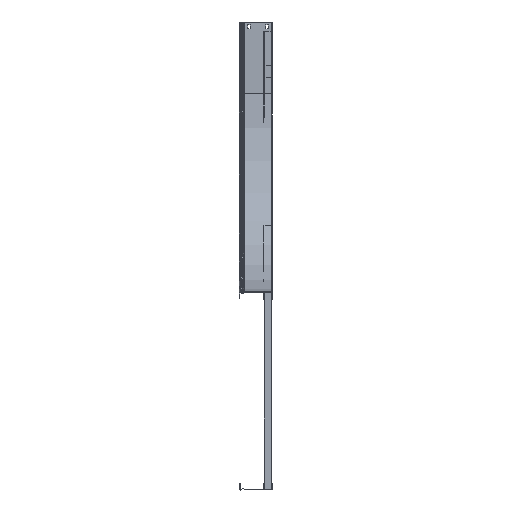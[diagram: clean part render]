
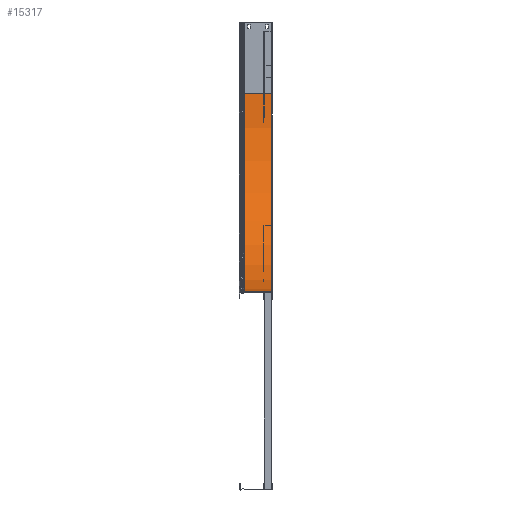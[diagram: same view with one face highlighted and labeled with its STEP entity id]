
A CAD part, left-side view. The second image highlights one B-rep face of the part: STEP entity #15317.
In plain terms, the highlighted cylindrical face has radius 600 mm (diameter 1200 mm), a partial arc.
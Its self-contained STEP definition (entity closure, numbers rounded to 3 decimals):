
#106 = AXIS2_PLACEMENT_3D ( 'NONE', #10222, #296, #13958 ) ;
#296 = DIRECTION ( 'NONE',  ( 0., 1., 0. ) ) ;
#330 = VECTOR ( 'NONE', #5872, 1000. ) ;
#1219 = CIRCLE ( 'NONE', #106, 600. ) ;
#1499 = FACE_OUTER_BOUND ( 'NONE', #11008, .T. ) ;
#2878 = CARTESIAN_POINT ( 'NONE',  ( 0., 0., 0. ) ) ;
#3007 = ORIENTED_EDGE ( 'NONE', *, *, #4828, .F. ) ;
#3086 = EDGE_CURVE ( 'NONE', #13643, #15549, #6611, .T. ) ;
#3097 = DIRECTION ( 'NONE',  ( 0., 1., 0. ) ) ;
#3299 = CARTESIAN_POINT ( 'NONE',  ( 600., 2.2, 0. ) ) ;
#3903 = DIRECTION ( 'NONE',  ( 0., 1., 0. ) ) ;
#4330 = LINE ( 'NONE', #10501, #14201 ) ;
#4448 = CIRCLE ( 'NONE', #6582, 600. ) ;
#4625 = CARTESIAN_POINT ( 'NONE',  ( 0., 2.2, -600. ) ) ;
#4828 = EDGE_CURVE ( 'NONE', #7191, #13643, #1219, .T. ) ;
#5872 = DIRECTION ( 'NONE',  ( 0., 1., 0. ) ) ;
#6582 = AXIS2_PLACEMENT_3D ( 'NONE', #14052, #10218, #15119 ) ;
#6611 = LINE ( 'NONE', #4625, #330 ) ;
#7191 = VERTEX_POINT ( 'NONE', #3299 ) ;
#7251 = CARTESIAN_POINT ( 'NONE',  ( 600., 84.499, 0. ) ) ;
#7264 = CARTESIAN_POINT ( 'NONE',  ( 0., 2.2, -600. ) ) ;
#8515 = ORIENTED_EDGE ( 'NONE', *, *, #13996, .T. ) ;
#9649 = EDGE_CURVE ( 'NONE', #11059, #15549, #4448, .T. ) ;
#10218 = DIRECTION ( 'NONE',  ( 0., 1., 0. ) ) ;
#10222 = CARTESIAN_POINT ( 'NONE',  ( 0., 2.2, 0. ) ) ;
#10240 = AXIS2_PLACEMENT_3D ( 'NONE', #2878, #3903, #15121 ) ;
#10501 = CARTESIAN_POINT ( 'NONE',  ( 600., 2.2, 0. ) ) ;
#11008 = EDGE_LOOP ( 'NONE', ( #11821, #15093, #3007, #8515 ) ) ;
#11059 = VERTEX_POINT ( 'NONE', #7251 ) ;
#11821 = ORIENTED_EDGE ( 'NONE', *, *, #9649, .T. ) ;
#11991 = CARTESIAN_POINT ( 'NONE',  ( 0., 84.499, -600. ) ) ;
#12871 = CYLINDRICAL_SURFACE ( 'NONE', #10240, 600. ) ;
#13643 = VERTEX_POINT ( 'NONE', #7264 ) ;
#13958 = DIRECTION ( 'NONE',  ( 1., 0., 0. ) ) ;
#13996 = EDGE_CURVE ( 'NONE', #7191, #11059, #4330, .T. ) ;
#14052 = CARTESIAN_POINT ( 'NONE',  ( 0., 84.499, 0. ) ) ;
#14201 = VECTOR ( 'NONE', #3097, 1000. ) ;
#15093 = ORIENTED_EDGE ( 'NONE', *, *, #3086, .F. ) ;
#15119 = DIRECTION ( 'NONE',  ( 1., 0., 0. ) ) ;
#15121 = DIRECTION ( 'NONE',  ( 0., 0., 1. ) ) ;
#15317 = ADVANCED_FACE ( 'NONE', ( #1499 ), #12871, .F. ) ;
#15549 = VERTEX_POINT ( 'NONE', #11991 ) ;
